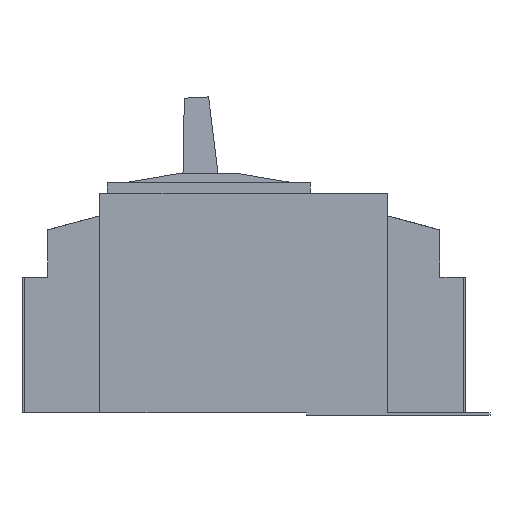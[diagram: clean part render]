
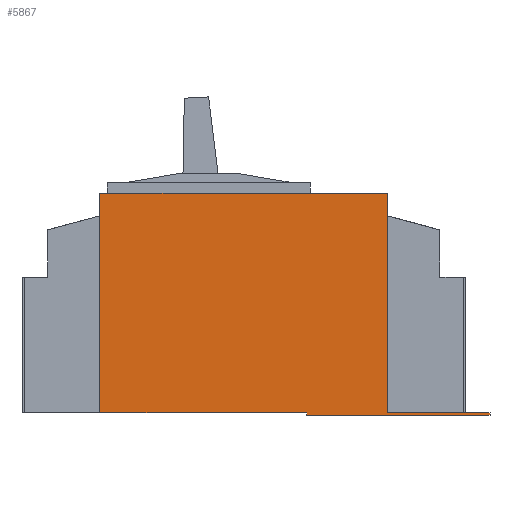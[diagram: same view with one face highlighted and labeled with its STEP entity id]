
A CAD part, left-side view. The second image highlights one B-rep face of the part: STEP entity #5867.
In plain terms, the highlighted planar face has unit normal (-1, 0, 0).
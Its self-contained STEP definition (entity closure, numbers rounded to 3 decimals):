
#89=PLANE('',#6221);
#380=LINE('',#8150,#1168);
#381=LINE('',#8153,#1169);
#382=LINE('',#8155,#1170);
#383=LINE('',#8157,#1171);
#384=LINE('',#8159,#1172);
#385=LINE('',#8161,#1173);
#386=LINE('',#8163,#1174);
#387=LINE('',#8165,#1175);
#1168=VECTOR('',#6610,1000.);
#1169=VECTOR('',#6611,1000.);
#1170=VECTOR('',#6612,1000.);
#1171=VECTOR('',#6613,1000.);
#1172=VECTOR('',#6614,1000.);
#1173=VECTOR('',#6615,1000.);
#1174=VECTOR('',#6616,1000.);
#1175=VECTOR('',#6617,1000.);
#1960=ORIENTED_EDGE('',*,*,#3652,.T.);
#1961=ORIENTED_EDGE('',*,*,#3653,.F.);
#1962=ORIENTED_EDGE('',*,*,#3654,.T.);
#1963=ORIENTED_EDGE('',*,*,#3655,.T.);
#1964=ORIENTED_EDGE('',*,*,#3656,.F.);
#1965=ORIENTED_EDGE('',*,*,#3657,.F.);
#1966=ORIENTED_EDGE('',*,*,#3658,.F.);
#1967=ORIENTED_EDGE('',*,*,#3659,.T.);
#3652=EDGE_CURVE('',#4498,#4499,#380,.T.);
#3653=EDGE_CURVE('',#4500,#4499,#381,.T.);
#3654=EDGE_CURVE('',#4500,#4501,#382,.T.);
#3655=EDGE_CURVE('',#4501,#4502,#383,.T.);
#3656=EDGE_CURVE('',#4503,#4502,#384,.T.);
#3657=EDGE_CURVE('',#4504,#4503,#385,.T.);
#3658=EDGE_CURVE('',#4505,#4504,#386,.T.);
#3659=EDGE_CURVE('',#4505,#4498,#387,.T.);
#4498=VERTEX_POINT('',#8151);
#4499=VERTEX_POINT('',#8152);
#4500=VERTEX_POINT('',#8154);
#4501=VERTEX_POINT('',#8156);
#4502=VERTEX_POINT('',#8158);
#4503=VERTEX_POINT('',#8160);
#4504=VERTEX_POINT('',#8162);
#4505=VERTEX_POINT('',#8164);
#5077=EDGE_LOOP('',(#1960,#1961,#1962,#1963,#1964,#1965,#1966,#1967));
#5459=FACE_BOUND('',#5077,.T.);
#5867=ADVANCED_FACE('',(#5459),#89,.F.);
#6221=AXIS2_PLACEMENT_3D('',#8149,#6608,#6609);
#6608=DIRECTION('',(1.,0.,0.));
#6609=DIRECTION('',(0.,0.,-1.));
#6610=DIRECTION('',(0.,-1.,0.));
#6611=DIRECTION('',(0.,0.,1.));
#6612=DIRECTION('',(0.,-1.,0.));
#6613=DIRECTION('',(0.,0.,1.));
#6614=DIRECTION('',(0.,-1.,0.));
#6615=DIRECTION('',(0.,0.,-1.));
#6616=DIRECTION('',(0.,-1.,0.));
#6617=DIRECTION('',(0.,0.,-1.));
#8149=CARTESIAN_POINT('',(0.,67.5,103.));
#8150=CARTESIAN_POINT('',(0.,67.5,0.));
#8151=CARTESIAN_POINT('',(0.,67.5,0.));
#8152=CARTESIAN_POINT('',(0.,-29.5,0.));
#8153=CARTESIAN_POINT('',(0.,-29.5,-1.));
#8154=CARTESIAN_POINT('',(0.,-29.5,-1.));
#8155=CARTESIAN_POINT('',(0.,-29.5,-1.));
#8156=CARTESIAN_POINT('',(0.,-115.5,-1.));
#8157=CARTESIAN_POINT('',(0.,-115.5,-1.));
#8158=CARTESIAN_POINT('',(0.,-115.5,0.));
#8159=CARTESIAN_POINT('',(0.,-29.5,0.));
#8160=CARTESIAN_POINT('',(0.,-67.5,0.));
#8161=CARTESIAN_POINT('',(0.,-67.5,103.));
#8162=CARTESIAN_POINT('',(0.,-67.5,103.));
#8163=CARTESIAN_POINT('',(0.,67.5,103.));
#8164=CARTESIAN_POINT('',(0.,67.5,103.));
#8165=CARTESIAN_POINT('',(0.,67.5,103.));
